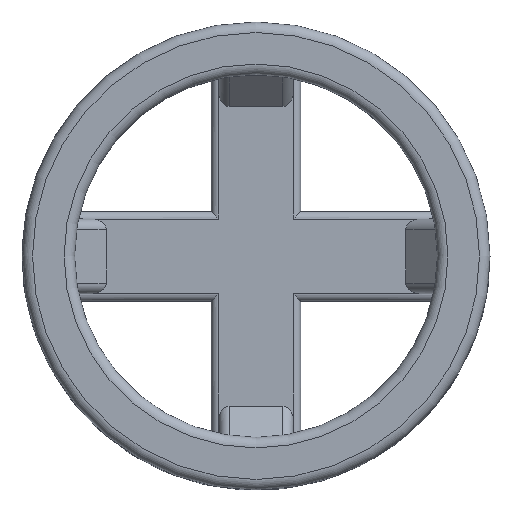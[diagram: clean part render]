
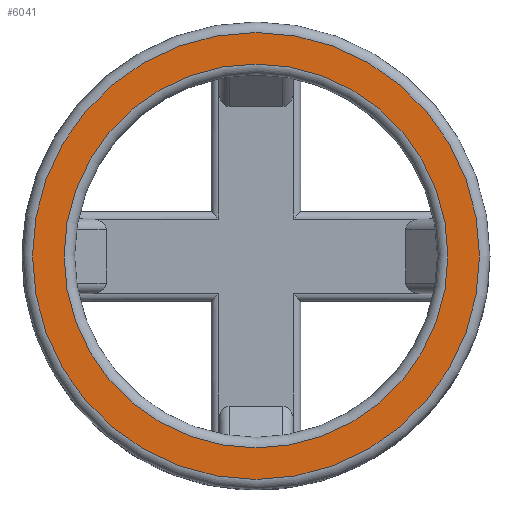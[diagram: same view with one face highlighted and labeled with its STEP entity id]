
A CAD part, top view. The second image highlights one B-rep face of the part: STEP entity #6041.
In plain terms, the highlighted planar face has unit normal (0, 0, 1).
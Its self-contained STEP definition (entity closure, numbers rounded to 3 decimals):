
#361 = TOROIDAL_SURFACE('',#362,18.25,1.);
#362 = AXIS2_PLACEMENT_3D('',#363,#364,#365);
#363 = CARTESIAN_POINT('',(0.,0.,21.));
#364 = DIRECTION('',(0.,0.,1.));
#365 = DIRECTION('',(1.,0.,-0.));
#4595 = VERTEX_POINT('',#4596);
#4596 = CARTESIAN_POINT('',(18.25,0.,22.));
#4616 = EDGE_CURVE('',#4595,#4595,#4617,.T.);
#4617 = SURFACE_CURVE('',#4618,(#4623,#4630),.PCURVE_S1.);
#4618 = CIRCLE('',#4619,18.25);
#4619 = AXIS2_PLACEMENT_3D('',#4620,#4621,#4622);
#4620 = CARTESIAN_POINT('',(0.,0.,22.));
#4621 = DIRECTION('',(0.,0.,1.));
#4622 = DIRECTION('',(1.,0.,-0.));
#4623 = PCURVE('',#361,#4624);
#4624 = DEFINITIONAL_REPRESENTATION('',(#4625),#4629);
#4625 = LINE('',#4626,#4627);
#4626 = CARTESIAN_POINT('',(0.,1.571));
#4627 = VECTOR('',#4628,1.);
#4628 = DIRECTION('',(1.,0.));
#4629 = ( GEOMETRIC_REPRESENTATION_CONTEXT(2) 
PARAMETRIC_REPRESENTATION_CONTEXT() REPRESENTATION_CONTEXT('2D SPACE',''
  ) );
#4630 = PCURVE('',#4631,#4636);
#4631 = PLANE('',#4632);
#4632 = AXIS2_PLACEMENT_3D('',#4633,#4634,#4635);
#4633 = CARTESIAN_POINT('',(0.,0.,22.)
  );
#4634 = DIRECTION('',(0.,0.,1.));
#4635 = DIRECTION('',(1.,0.,-0.));
#4636 = DEFINITIONAL_REPRESENTATION('',(#4637),#4641);
#4637 = CIRCLE('',#4638,18.25);
#4638 = AXIS2_PLACEMENT_2D('',#4639,#4640);
#4639 = CARTESIAN_POINT('',(0.,0.));
#4640 = DIRECTION('',(1.,0.));
#4641 = ( GEOMETRIC_REPRESENTATION_CONTEXT(2) 
PARAMETRIC_REPRESENTATION_CONTEXT() REPRESENTATION_CONTEXT('2D SPACE',''
  ) );
#6041 = ADVANCED_FACE('',(#6042,#6045),#4631,.T.);
#6042 = FACE_BOUND('',#6043,.T.);
#6043 = EDGE_LOOP('',(#6044));
#6044 = ORIENTED_EDGE('',*,*,#4616,.F.);
#6045 = FACE_BOUND('',#6046,.T.);
#6046 = EDGE_LOOP('',(#6047));
#6047 = ORIENTED_EDGE('',*,*,#6048,.T.);
#6048 = EDGE_CURVE('',#6049,#6049,#6051,.T.);
#6049 = VERTEX_POINT('',#6050);
#6050 = CARTESIAN_POINT('',(21.25,0.,22.));
#6051 = SURFACE_CURVE('',#6052,(#6057,#6064),.PCURVE_S1.);
#6052 = CIRCLE('',#6053,21.25);
#6053 = AXIS2_PLACEMENT_3D('',#6054,#6055,#6056);
#6054 = CARTESIAN_POINT('',(0.,0.,22.));
#6055 = DIRECTION('',(0.,0.,1.));
#6056 = DIRECTION('',(1.,0.,-0.));
#6057 = PCURVE('',#4631,#6058);
#6058 = DEFINITIONAL_REPRESENTATION('',(#6059),#6063);
#6059 = CIRCLE('',#6060,21.25);
#6060 = AXIS2_PLACEMENT_2D('',#6061,#6062);
#6061 = CARTESIAN_POINT('',(0.,0.));
#6062 = DIRECTION('',(1.,0.));
#6063 = ( GEOMETRIC_REPRESENTATION_CONTEXT(2) 
PARAMETRIC_REPRESENTATION_CONTEXT() REPRESENTATION_CONTEXT('2D SPACE',''
  ) );
#6064 = PCURVE('',#6065,#6070);
#6065 = TOROIDAL_SURFACE('',#6066,21.25,1.);
#6066 = AXIS2_PLACEMENT_3D('',#6067,#6068,#6069);
#6067 = CARTESIAN_POINT('',(0.,0.,21.));
#6068 = DIRECTION('',(0.,0.,1.));
#6069 = DIRECTION('',(1.,0.,-0.));
#6070 = DEFINITIONAL_REPRESENTATION('',(#6071),#6075);
#6071 = LINE('',#6072,#6073);
#6072 = CARTESIAN_POINT('',(0.,1.571));
#6073 = VECTOR('',#6074,1.);
#6074 = DIRECTION('',(1.,0.));
#6075 = ( GEOMETRIC_REPRESENTATION_CONTEXT(2) 
PARAMETRIC_REPRESENTATION_CONTEXT() REPRESENTATION_CONTEXT('2D SPACE',''
  ) );
